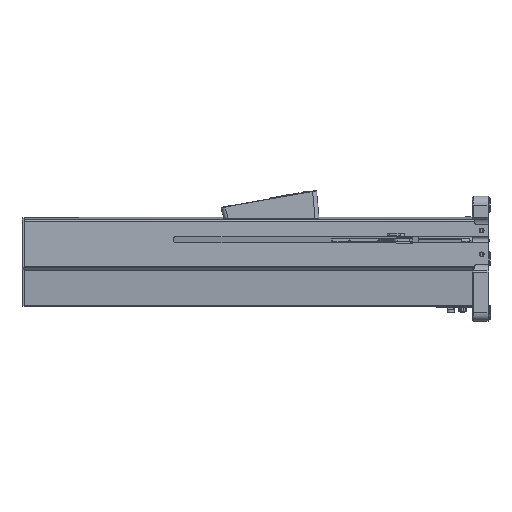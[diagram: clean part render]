
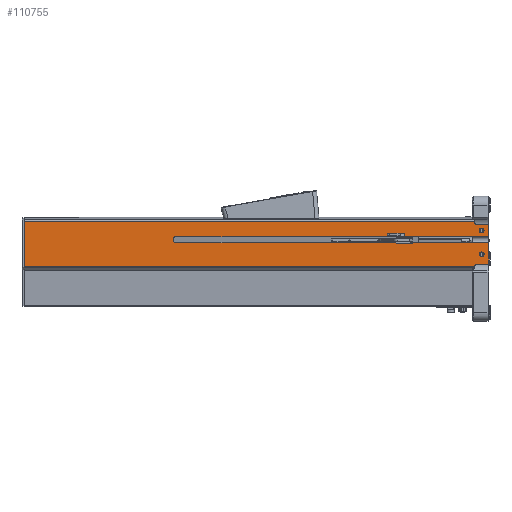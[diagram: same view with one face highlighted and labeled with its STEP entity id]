
A CAD part, left-side view. The second image highlights one B-rep face of the part: STEP entity #110755.
In plain terms, the highlighted planar face has unit normal (-1, 0, 0).
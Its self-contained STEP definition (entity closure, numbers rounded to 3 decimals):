
#4871=DIRECTION('',(0.,0.,1.));
#4872=VECTOR('',#4871,13.7);
#4873=CARTESIAN_POINT('',(-42.,-13.7,30.3));
#4874=LINE('',#4873,#4872);
#4887=DIRECTION('',(0.,1.,0.));
#4888=VECTOR('',#4887,12.9);
#4889=CARTESIAN_POINT('',(-42.,-13.7,-1.));
#4890=LINE('',#4889,#4888);
#4891=DIRECTION('',(0.,-1.,0.));
#4892=VECTOR('',#4891,511.);
#4893=CARTESIAN_POINT('',(-42.,513.3,-4.044));
#4894=LINE('',#4893,#4892);
#4895=DIRECTION('',(0.,-1.,0.));
#4896=VECTOR('',#4895,511.);
#4897=CARTESIAN_POINT('',(-42.,513.3,47.742));
#4898=LINE('',#4897,#4896);
#4899=DIRECTION('',(0.,0.,1.));
#4900=VECTOR('',#4899,0.642);
#4901=CARTESIAN_POINT('',(-42.,2.3,47.1));
#4902=LINE('',#4901,#4900);
#4903=DIRECTION('',(0.,1.,0.));
#4904=VECTOR('',#4903,12.9);
#4905=CARTESIAN_POINT('',(-42.,-13.7,44.));
#4906=LINE('',#4905,#4904);
#4907=DIRECTION('',(0.,1.,0.));
#4908=VECTOR('',#4907,354.9);
#4909=CARTESIAN_POINT('',(-42.,-13.7,30.3));
#4910=LINE('',#4909,#4908);
#4911=CARTESIAN_POINT('',(-42.,341.2,27.2));
#4912=DIRECTION('',(-1.,0.,0.));
#4913=DIRECTION('',(0.,0.,1.));
#4914=AXIS2_PLACEMENT_3D('',#4911,#4912,#4913);
#4916=DIRECTION('',(0.,0.,-1.));
#4917=VECTOR('',#4916,0.8);
#4918=CARTESIAN_POINT('',(-42.,344.3,27.2));
#4919=LINE('',#4918,#4917);
#4920=CARTESIAN_POINT('',(-42.,341.2,26.4));
#4921=DIRECTION('',(-1.,0.,0.));
#4922=DIRECTION('',(0.,1.,0.));
#4923=AXIS2_PLACEMENT_3D('',#4920,#4921,#4922);
#4925=DIRECTION('',(0.,1.,0.));
#4926=VECTOR('',#4925,354.9);
#4927=CARTESIAN_POINT('',(-42.,-13.7,23.3));
#4928=LINE('',#4927,#4926);
#4929=CARTESIAN_POINT('',(-42.,-5.7,10.));
#4930=DIRECTION('',(-1.,0.,0.));
#4931=DIRECTION('',(0.,1.,0.));
#4932=AXIS2_PLACEMENT_3D('',#4929,#4930,#4931);
#4934=CARTESIAN_POINT('',(-42.,-5.7,10.));
#4935=DIRECTION('',(-1.,0.,0.));
#4936=DIRECTION('',(0.,-1.,0.));
#4937=AXIS2_PLACEMENT_3D('',#4934,#4935,#4936);
#4939=CARTESIAN_POINT('',(-42.,-5.7,37.1));
#4940=DIRECTION('',(-1.,0.,0.));
#4941=DIRECTION('',(0.,1.,0.));
#4942=AXIS2_PLACEMENT_3D('',#4939,#4940,#4941);
#4944=CARTESIAN_POINT('',(-42.,-5.7,37.1));
#4945=DIRECTION('',(-1.,0.,0.));
#4946=DIRECTION('',(0.,-1.,0.));
#4947=AXIS2_PLACEMENT_3D('',#4944,#4945,#4946);
#86844=DIRECTION('',(0.,0.,1.));
#86845=VECTOR('',#86844,51.786);
#86846=CARTESIAN_POINT('',(-42.,513.3,-4.044));
#86847=LINE('',#86846,#86845);
#86959=CARTESIAN_POINT('',(-42.,-0.8,-4.1));
#86960=DIRECTION('',(1.,0.,0.));
#86961=DIRECTION('',(0.,1.,0.018));
#86962=AXIS2_PLACEMENT_3D('',#86959,#86960,#86961);
#88002=DIRECTION('',(0.,0.,1.));
#88003=VECTOR('',#88002,24.3);
#88004=CARTESIAN_POINT('',(-42.,-13.7,-1.));
#88005=LINE('',#88004,#88003);
#88018=CARTESIAN_POINT('',(-42.,-0.8,47.1));
#88019=DIRECTION('',(1.,0.,0.));
#88020=DIRECTION('',(0.,0.,-1.));
#88021=AXIS2_PLACEMENT_3D('',#88018,#88019,#88020);
#105398=CARTESIAN_POINT('',(-42.,513.3,47.742));
#105400=VERTEX_POINT('',#105398);
#105403=CARTESIAN_POINT('',(-42.,513.3,-4.044));
#105405=VERTEX_POINT('',#105403);
#105416=CARTESIAN_POINT('',(-42.,-13.7,44.));
#105418=VERTEX_POINT('',#105416);
#105420=CARTESIAN_POINT('',(-42.,-13.7,-1.));
#105422=VERTEX_POINT('',#105420);
#105424=CARTESIAN_POINT('',(-42.,2.3,47.742));
#105425=VERTEX_POINT('',#105424);
#105428=CARTESIAN_POINT('',(-42.,-13.7,23.3));
#105430=VERTEX_POINT('',#105428);
#105432=CARTESIAN_POINT('',(-42.,-13.7,30.3));
#105434=VERTEX_POINT('',#105432);
#105436=CARTESIAN_POINT('',(-42.,344.3,26.4));
#105437=CARTESIAN_POINT('',(-42.,341.2,23.3));
#105438=VERTEX_POINT('',#105436);
#105439=VERTEX_POINT('',#105437);
#105440=CARTESIAN_POINT('',(-42.,341.2,30.3));
#105441=VERTEX_POINT('',#105440);
#105442=CARTESIAN_POINT('',(-42.,344.3,27.2));
#105443=VERTEX_POINT('',#105442);
#105495=CARTESIAN_POINT('',(-42.,2.3,47.1));
#105496=VERTEX_POINT('',#105495);
#105497=CARTESIAN_POINT('',(-42.,-0.8,44.));
#105498=VERTEX_POINT('',#105497);
#105499=CARTESIAN_POINT('',(-42.,-0.8,-1.));
#105500=VERTEX_POINT('',#105499);
#105503=CARTESIAN_POINT('',(-42.,2.3,-4.044));
#105504=VERTEX_POINT('',#105503);
#107473=CARTESIAN_POINT('',(-42.,-2.95,10.001));
#107474=CARTESIAN_POINT('',(-42.,-8.45,9.999));
#107475=VERTEX_POINT('',#107473);
#107476=VERTEX_POINT('',#107474);
#107509=CARTESIAN_POINT('',(-42.,-2.95,37.101));
#107510=CARTESIAN_POINT('',(-42.,-8.45,37.099));
#107511=VERTEX_POINT('',#107509);
#107512=VERTEX_POINT('',#107510);
#110712=CARTESIAN_POINT('',(-42.,-13.7,-5.));
#110713=DIRECTION('',(-1.,0.,0.));
#110714=DIRECTION('',(0.,0.,1.));
#110715=AXIS2_PLACEMENT_3D('',#110712,#110713,#110714);
#110716=PLANE('',#110715);
#110718=ORIENTED_EDGE('',*,*,#110717,.T.);
#110720=ORIENTED_EDGE('',*,*,#110719,.F.);
#110722=ORIENTED_EDGE('',*,*,#110721,.F.);
#110724=ORIENTED_EDGE('',*,*,#110723,.T.);
#110725=ORIENTED_EDGE('',*,*,#109429,.T.);
#110726=ORIENTED_EDGE('',*,*,#109446,.F.);
#110728=ORIENTED_EDGE('',*,*,#110727,.F.);
#110729=ORIENTED_EDGE('',*,*,#110663,.F.);
#110730=ORIENTED_EDGE('',*,*,#110677,.F.);
#110731=ORIENTED_EDGE('',*,*,#110693,.T.);
#110732=ORIENTED_EDGE('',*,*,#110703,.T.);
#110734=ORIENTED_EDGE('',*,*,#110733,.T.);
#110736=ORIENTED_EDGE('',*,*,#110735,.T.);
#110738=ORIENTED_EDGE('',*,*,#110737,.F.);
#110740=ORIENTED_EDGE('',*,*,#110739,.F.);
#110741=EDGE_LOOP('',(#110718,#110720,#110722,#110724,#110725,#110726,#110728,
#110729,#110730,#110731,#110732,#110734,#110736,#110738,#110740));
#110742=FACE_OUTER_BOUND('',#110741,.F.);
#110744=ORIENTED_EDGE('',*,*,#110743,.T.);
#110746=ORIENTED_EDGE('',*,*,#110745,.T.);
#110747=EDGE_LOOP('',(#110744,#110746));
#110748=FACE_BOUND('',#110747,.F.);
#110750=ORIENTED_EDGE('',*,*,#110749,.T.);
#110752=ORIENTED_EDGE('',*,*,#110751,.T.);
#110753=EDGE_LOOP('',(#110750,#110752));
#110754=FACE_BOUND('',#110753,.F.);
#110755=ADVANCED_FACE('',(#110742,#110748,#110754),#110716,.T.);
#4915=CIRCLE('',#4914,3.1);
#4924=CIRCLE('',#4923,3.1);
#4933=CIRCLE('',#4932,2.75);
#4938=CIRCLE('',#4937,2.75);
#4943=CIRCLE('',#4942,2.75);
#4948=CIRCLE('',#4947,2.75);
#86963=CIRCLE('',#86962,3.1);
#88022=CIRCLE('',#88021,3.1);
#109429=EDGE_CURVE('',#105400,#105425,#4898,.T.);
#109446=EDGE_CURVE('',#105496,#105425,#4902,.T.);
#110663=EDGE_CURVE('',#105418,#105498,#4906,.T.);
#110677=EDGE_CURVE('',#105434,#105418,#4874,.T.);
#110693=EDGE_CURVE('',#105434,#105441,#4910,.T.);
#110703=EDGE_CURVE('',#105441,#105443,#4915,.T.);
#110717=EDGE_CURVE('',#105422,#105500,#4890,.T.);
#110719=EDGE_CURVE('',#105504,#105500,#86963,.T.);
#110721=EDGE_CURVE('',#105405,#105504,#4894,.T.);
#110723=EDGE_CURVE('',#105405,#105400,#86847,.T.);
#110727=EDGE_CURVE('',#105498,#105496,#88022,.T.);
#110733=EDGE_CURVE('',#105443,#105438,#4919,.T.);
#110735=EDGE_CURVE('',#105438,#105439,#4924,.T.);
#110737=EDGE_CURVE('',#105430,#105439,#4928,.T.);
#110739=EDGE_CURVE('',#105422,#105430,#88005,.T.);
#110743=EDGE_CURVE('',#107475,#107476,#4933,.T.);
#110745=EDGE_CURVE('',#107476,#107475,#4938,.T.);
#110749=EDGE_CURVE('',#107511,#107512,#4943,.T.);
#110751=EDGE_CURVE('',#107512,#107511,#4948,.T.);
